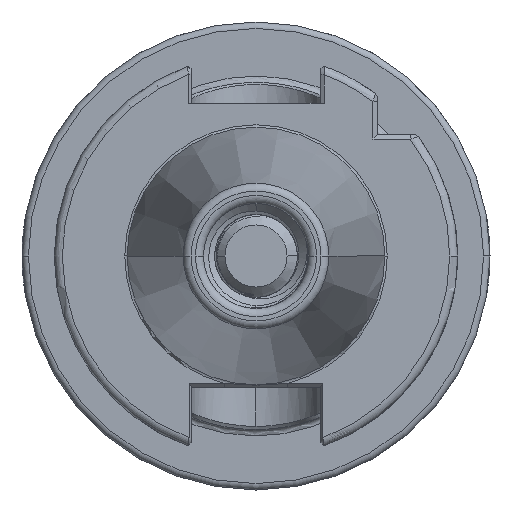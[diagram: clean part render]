
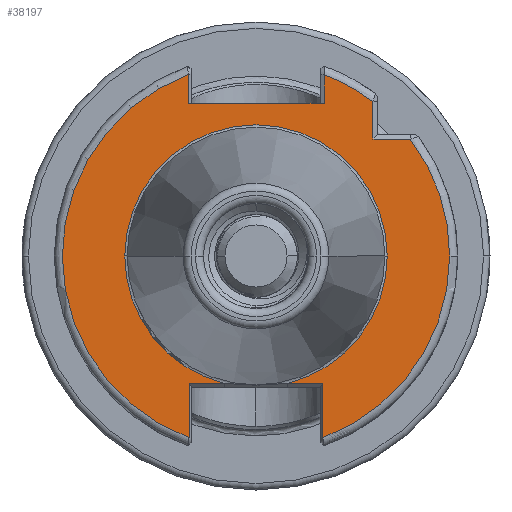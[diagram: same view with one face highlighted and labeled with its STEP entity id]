
A CAD part, left-side view. The second image highlights one B-rep face of the part: STEP entity #38197.
In plain terms, the highlighted planar face has unit normal (-1, 0, 0).
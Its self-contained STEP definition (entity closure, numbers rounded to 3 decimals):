
#264 = ORIENTED_EDGE ( 'NONE', *, *, #9862, .T. ) ;
#290 = ORIENTED_EDGE ( 'NONE', *, *, #9859, .T. ) ;
#298 = ORIENTED_EDGE ( 'NONE', *, *, #9870, .T. ) ;
#303 = ORIENTED_EDGE ( 'NONE', *, *, #9879, .T. ) ;
#326 = ORIENTED_EDGE ( 'NONE', *, *, #9884, .T. ) ;
#345 = ORIENTED_EDGE ( 'NONE', *, *, #9858, .T. ) ;
#348 = ORIENTED_EDGE ( 'NONE', *, *, #9860, .T. ) ;
#357 = ORIENTED_EDGE ( 'NONE', *, *, #1836, .T. ) ;
#363 = ORIENTED_EDGE ( 'NONE', *, *, #9867, .F. ) ;
#383 = ORIENTED_EDGE ( 'NONE', *, *, #9857, .T. ) ;
#405 = ORIENTED_EDGE ( 'NONE', *, *, #9902, .T. ) ;
#424 = ORIENTED_EDGE ( 'NONE', *, *, #9899, .T. ) ;
#522 = CARTESIAN_POINT ( 'NONE',  ( 0., 0., 0. ) ) ;
#537 = DIRECTION ( 'NONE',  ( -1., 0., 0. ) ) ;
#549 = DIRECTION ( 'NONE',  ( 0., -1., 0. ) ) ;
#629 = ORIENTED_EDGE ( 'NONE', *, *, #9866, .T. ) ;
#657 = ORIENTED_EDGE ( 'NONE', *, *, #9886, .T. ) ;
#670 = ORIENTED_EDGE ( 'NONE', *, *, #9610, .T. ) ;
#683 = ORIENTED_EDGE ( 'NONE', *, *, #9597, .T. ) ;
#1836 = EDGE_CURVE ( 'NONE', #34513, #34292, #23526, .T. ) ;
#2711 = CARTESIAN_POINT ( 'NONE',  ( 0., 8.288, -15.8 ) ) ;
#2724 = CARTESIAN_POINT ( 'NONE',  ( 0., -14.5, 14.5 ) ) ;
#2736 = CARTESIAN_POINT ( 'NONE',  ( 0., -8.434, 18.9 ) ) ;
#2758 = CARTESIAN_POINT ( 'NONE',  ( 0., -8.288, -15.8 ) ) ;
#2801 = CARTESIAN_POINT ( 'NONE',  ( 0., 8.361, 22.497 ) ) ;
#2807 = CARTESIAN_POINT ( 'NONE',  ( 0., 8.361, 18.9 ) ) ;
#2813 = CARTESIAN_POINT ( 'NONE',  ( 0., -14.5, 19.125 ) ) ;
#5233 = EDGE_LOOP ( 'NONE', ( #683, #629, #670, #657, #303, #357, #290, #298, #345, #348, #405, #363, #326, #424, #264, #383 ) ) ;
#6817 = CARTESIAN_POINT ( 'NONE',  ( 0., 16.342, 14.5 ) ) ;
#6837 = DIRECTION ( 'NONE',  ( 0., 1., 0. ) ) ;
#6885 = CARTESIAN_POINT ( 'NONE',  ( 0., -8.288, -22.61 ) ) ;
#6886 = DIRECTION ( 'NONE',  ( 0., 0., -1. ) ) ;
#6922 = CARTESIAN_POINT ( 'NONE',  ( 0., -8.288, -15.8 ) ) ;
#6927 = DIRECTION ( 'NONE',  ( 0., -1., 0. ) ) ;
#6953 = DIRECTION ( 'NONE',  ( 0., 0., 1. ) ) ;
#6967 = CARTESIAN_POINT ( 'NONE',  ( 0., 8.361, 0. ) ) ;
#7115 = CARTESIAN_POINT ( 'NONE',  ( 0., 0., 0. ) ) ;
#7119 = DIRECTION ( 'NONE',  ( -1., 0., 0. ) ) ;
#7120 = DIRECTION ( 'NONE',  ( 0., -1., 0. ) ) ;
#7125 = CARTESIAN_POINT ( 'NONE',  ( 0., -8.434, 0. ) ) ;
#7126 = DIRECTION ( 'NONE',  ( 0., 0., -1. ) ) ;
#7684 = CARTESIAN_POINT ( 'NONE',  ( 0., 0., 0. ) ) ;
#7688 = DIRECTION ( 'NONE',  ( 0., -1., 0. ) ) ;
#7699 = DIRECTION ( 'NONE',  ( 1., 0., 0. ) ) ;
#7709 = DIRECTION ( 'NONE',  ( 1., 0., 0. ) ) ;
#7729 = DIRECTION ( 'NONE',  ( 0., -1., 0. ) ) ;
#7731 = CARTESIAN_POINT ( 'NONE',  ( 0., 0., 0. ) ) ;
#7867 = CARTESIAN_POINT ( 'NONE',  ( 0., -8.288, -22.523 ) ) ;
#9597 = EDGE_CURVE ( 'NONE', #28602, #28651, #23180, .T. ) ;
#9610 = EDGE_CURVE ( 'NONE', #28772, #28587, #23143, .T. ) ;
#9857 = EDGE_CURVE ( 'NONE', #12032, #28602, #16486, .T. ) ;
#9858 = EDGE_CURVE ( 'NONE', #12038, #12112, #16496, .T. ) ;
#9859 = EDGE_CURVE ( 'NONE', #34292, #28817, #16550, .T. ) ;
#9860 = EDGE_CURVE ( 'NONE', #12112, #28842, #16543, .T. ) ;
#9862 = EDGE_CURVE ( 'NONE', #28811, #12032, #16539, .T. ) ;
#9866 = EDGE_CURVE ( 'NONE', #28651, #28772, #16552, .T. ) ;
#9867 = EDGE_CURVE ( 'NONE', #12100, #12055, #16525, .T. ) ;
#9870 = EDGE_CURVE ( 'NONE', #28817, #12038, #16547, .T. ) ;
#9879 = EDGE_CURVE ( 'NONE', #12098, #34513, #16523, .T. ) ;
#9884 = EDGE_CURVE ( 'NONE', #12100, #12071, #16533, .T. ) ;
#9886 = EDGE_CURVE ( 'NONE', #28587, #12098, #16527, .T. ) ;
#9899 = EDGE_CURVE ( 'NONE', #12071, #28811, #15537, .T. ) ;
#9902 = EDGE_CURVE ( 'NONE', #28842, #12055, #15542, .T. ) ;
#12032 = VERTEX_POINT ( 'NONE', #2711 ) ;
#12038 = VERTEX_POINT ( 'NONE', #2724 ) ;
#12055 = VERTEX_POINT ( 'NONE', #2736 ) ;
#12071 = VERTEX_POINT ( 'NONE', #2801 ) ;
#12098 = VERTEX_POINT ( 'NONE', #2758 ) ;
#12100 = VERTEX_POINT ( 'NONE', #2807 ) ;
#12112 = VERTEX_POINT ( 'NONE', #2813 ) ;
#14189 = DIRECTION ( 'NONE',  ( -1., 0., 0. ) ) ;
#14190 = DIRECTION ( 'NONE',  ( 0., -1., 0. ) ) ;
#14197 = PLANE ( 'NONE',  #16797 ) ;
#14213 = CARTESIAN_POINT ( 'NONE',  ( 0., 16.342, 0. ) ) ;
#14781 = AXIS2_PLACEMENT_3D ( 'NONE', #522, #537, #549 ) ;
#15497 = VECTOR ( 'NONE', #6927, 1000. ) ;
#15528 = VECTOR ( 'NONE', #7126, 1000. ) ;
#15537 = CIRCLE ( 'NONE', #17048, 24. ) ;
#15542 = LINE ( 'NONE', #7125, #15528 ) ;
#16306 = FACE_OUTER_BOUND ( 'NONE', #5233, .T. ) ;
#16486 = LINE ( 'NONE', #20101, #16512 ) ;
#16496 = LINE ( 'NONE', #20126, #16499 ) ;
#16499 = VECTOR ( 'NONE', #20080, 1000. ) ;
#16512 = VECTOR ( 'NONE', #20098, 1000. ) ;
#16523 = LINE ( 'NONE', #6885, #16524 ) ;
#16524 = VECTOR ( 'NONE', #6886, 1000. ) ;
#16525 = LINE ( 'NONE', #20114, #16531 ) ;
#16527 = LINE ( 'NONE', #6922, #15497 ) ;
#16529 = VECTOR ( 'NONE', #6837, 1000. ) ;
#16531 = VECTOR ( 'NONE', #20138, 1000. ) ;
#16533 = LINE ( 'NONE', #6967, #16537 ) ;
#16537 = VECTOR ( 'NONE', #6953, 1000. ) ;
#16539 = LINE ( 'NONE', #20103, #16557 ) ;
#16543 = CIRCLE ( 'NONE', #17047, 24. ) ;
#16547 = LINE ( 'NONE', #6817, #16529 ) ;
#16550 = CIRCLE ( 'NONE', #17062, 24. ) ;
#16552 = CIRCLE ( 'NONE', #17057, 16.262 ) ;
#16557 = VECTOR ( 'NONE', #20186, 1000. ) ;
#16797 = AXIS2_PLACEMENT_3D ( 'NONE', #14213, #14189, #14190 ) ;
#16931 = AXIS2_PLACEMENT_3D ( 'NONE', #7684, #7699, #7688 ) ;
#16968 = AXIS2_PLACEMENT_3D ( 'NONE', #7731, #7709, #7729 ) ;
#17047 = AXIS2_PLACEMENT_3D ( 'NONE', #20085, #20084, #20109 ) ;
#17048 = AXIS2_PLACEMENT_3D ( 'NONE', #7115, #7119, #7120 ) ;
#17057 = AXIS2_PLACEMENT_3D ( 'NONE', #20194, #20203, #20197 ) ;
#17062 = AXIS2_PLACEMENT_3D ( 'NONE', #20129, #20095, #20118 ) ;
#20080 = DIRECTION ( 'NONE',  ( 0., 0., 1. ) ) ;
#20084 = DIRECTION ( 'NONE',  ( -1., 0., 0. ) ) ;
#20085 = CARTESIAN_POINT ( 'NONE',  ( 0., 0., 0. ) ) ;
#20095 = DIRECTION ( 'NONE',  ( -1., 0., 0. ) ) ;
#20098 = DIRECTION ( 'NONE',  ( 0., -1., 0. ) ) ;
#20101 = CARTESIAN_POINT ( 'NONE',  ( 0., -8.288, -15.8 ) ) ;
#20103 = CARTESIAN_POINT ( 'NONE',  ( 0., 8.288, -16.3 ) ) ;
#20109 = DIRECTION ( 'NONE',  ( 0., -1., 0. ) ) ;
#20114 = CARTESIAN_POINT ( 'NONE',  ( 0., 8.05, 18.9 ) ) ;
#20118 = DIRECTION ( 'NONE',  ( 0., -1., 0. ) ) ;
#20126 = CARTESIAN_POINT ( 'NONE',  ( 0., -14.5, 0. ) ) ;
#20129 = CARTESIAN_POINT ( 'NONE',  ( 0., 0., 0. ) ) ;
#20138 = DIRECTION ( 'NONE',  ( 0., -1., 0. ) ) ;
#20186 = DIRECTION ( 'NONE',  ( 0., 0., 1. ) ) ;
#20194 = CARTESIAN_POINT ( 'NONE',  ( 0., 0., 0. ) ) ;
#20197 = DIRECTION ( 'NONE',  ( 0., -1., 0. ) ) ;
#20203 = DIRECTION ( 'NONE',  ( 1., 0., 0. ) ) ;
#23143 = CIRCLE ( 'NONE', #16968, 16.262 ) ;
#23180 = CIRCLE ( 'NONE', #16931, 16.262 ) ;
#23526 = CIRCLE ( 'NONE', #14781, 24. ) ;
#28587 = VERTEX_POINT ( 'NONE', #37043 ) ;
#28602 = VERTEX_POINT ( 'NONE', #37052 ) ;
#28651 = VERTEX_POINT ( 'NONE', #37150 ) ;
#28772 = VERTEX_POINT ( 'NONE', #37224 ) ;
#28811 = VERTEX_POINT ( 'NONE', #37273 ) ;
#28817 = VERTEX_POINT ( 'NONE', #37311 ) ;
#28842 = VERTEX_POINT ( 'NONE', #37361 ) ;
#34292 = VERTEX_POINT ( 'NONE', #37726 ) ;
#34513 = VERTEX_POINT ( 'NONE', #7867 ) ;
#37043 = CARTESIAN_POINT ( 'NONE',  ( 0., -3.851, -15.8 ) ) ;
#37052 = CARTESIAN_POINT ( 'NONE',  ( 0., 3.851, -15.8 ) ) ;
#37150 = CARTESIAN_POINT ( 'NONE',  ( 0., 16.262, 0. ) ) ;
#37224 = CARTESIAN_POINT ( 'NONE',  ( 0., -16.262, 0. ) ) ;
#37273 = CARTESIAN_POINT ( 'NONE',  ( 0., 8.288, -22.523 ) ) ;
#37311 = CARTESIAN_POINT ( 'NONE',  ( 0., -19.125, 14.5 ) ) ;
#37361 = CARTESIAN_POINT ( 'NONE',  ( 0., -8.434, 22.469 ) ) ;
#37726 = CARTESIAN_POINT ( 'NONE',  ( 0., -24., 0. ) ) ;
#38197 = ADVANCED_FACE ( 'NONE', ( #16306 ), #14197, .T. ) ;
